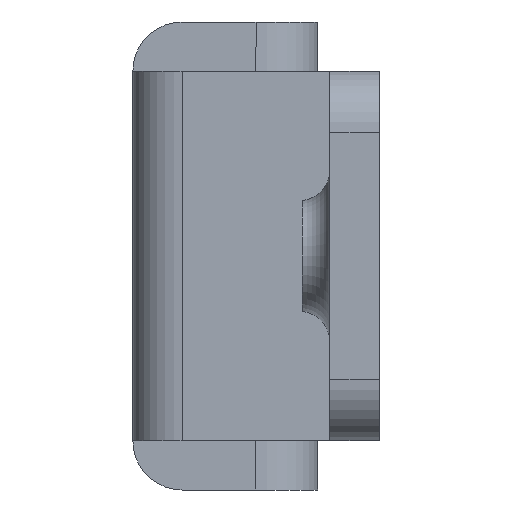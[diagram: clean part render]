
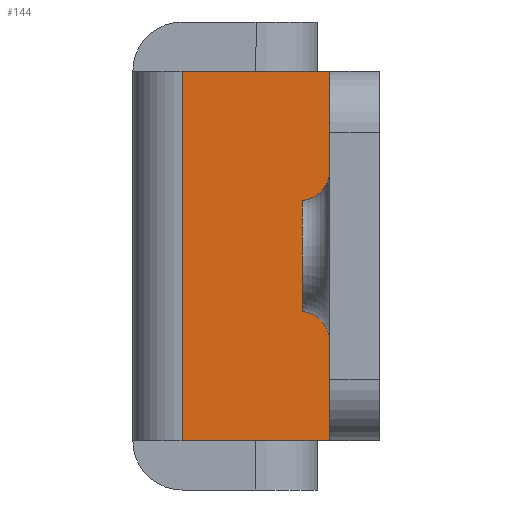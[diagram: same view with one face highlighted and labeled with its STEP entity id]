
A CAD part, left-side view. The second image highlights one B-rep face of the part: STEP entity #144.
In plain terms, the highlighted planar face has unit normal (-1, 0, 0).
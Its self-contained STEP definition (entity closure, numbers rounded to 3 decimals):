
#46 = EDGE_CURVE ( 'NONE', #2305, #2275, #226, .T. ) ;
#111 = EDGE_CURVE ( 'NONE', #2282, #2278, #411, .T. ) ;
#144 = ADVANCED_FACE ( 'NONE', ( #602 ), #494, .F. ) ;
#158 = EDGE_CURVE ( 'NONE', #2305, #2282, #1150, .T. ) ;
#179 = EDGE_CURVE ( 'NONE', #2275, #2278, #1215, .T. ) ;
#226 = LINE ( 'NONE', #227, #699 ) ;
#227 = CARTESIAN_POINT ( 'NONE',  ( -7.6, 6.4, 6. ) ) ;
#228 = DIRECTION ( 'NONE',  ( 0., 0., -1. ) ) ;
#411 = LINE ( 'NONE', #412, #610 ) ;
#412 = CARTESIAN_POINT ( 'NONE',  ( -7.6, 1.6, 6. ) ) ;
#413 = DIRECTION ( 'NONE',  ( 0., 0., -1. ) ) ;
#494 = PLANE ( 'NONE',  #615 ) ;
#602 = FACE_OUTER_BOUND ( 'NONE', #2046, .T. ) ;
#610 = VECTOR ( 'NONE', #413, 1000. ) ;
#615 = AXIS2_PLACEMENT_3D ( 'NONE', #1105, #1106, #1107 ) ;
#699 = VECTOR ( 'NONE', #228, 1000. ) ;
#1039 = CARTESIAN_POINT ( 'NONE',  ( -7.6, 6.4, -6. ) ) ;
#1042 = CARTESIAN_POINT ( 'NONE',  ( -7.6, 1.6, -6. ) ) ;
#1046 = CARTESIAN_POINT ( 'NONE',  ( -7.6, 1.6, 6. ) ) ;
#1069 = CARTESIAN_POINT ( 'NONE',  ( -7.6, 6.4, 6. ) ) ;
#1105 = CARTESIAN_POINT ( 'NONE',  ( -7.6, 1.6, 6. ) ) ;
#1106 = DIRECTION ( 'NONE',  ( 1., 0., 0. ) ) ;
#1107 = DIRECTION ( 'NONE',  ( 0., 1., 0. ) ) ;
#1150 = LINE ( 'NONE', #1151, #1476 ) ;
#1151 = CARTESIAN_POINT ( 'NONE',  ( -7.6, 1.6, 6. ) ) ;
#1152 = DIRECTION ( 'NONE',  ( 0., -1., 0. ) ) ;
#1215 = LINE ( 'NONE', #1216, #1457 ) ;
#1216 = CARTESIAN_POINT ( 'NONE',  ( -7.6, 1.6, -6. ) ) ;
#1217 = DIRECTION ( 'NONE',  ( 0., -1., 0. ) ) ;
#1457 = VECTOR ( 'NONE', #1217, 1000. ) ;
#1476 = VECTOR ( 'NONE', #1152, 1000. ) ;
#1534 = ORIENTED_EDGE ( 'NONE', *, *, #46, .T. ) ;
#1574 = ORIENTED_EDGE ( 'NONE', *, *, #179, .T. ) ;
#2046 = EDGE_LOOP ( 'NONE', ( #1574, #2179, #2180, #1534 ) ) ;
#2179 = ORIENTED_EDGE ( 'NONE', *, *, #111, .F. ) ;
#2180 = ORIENTED_EDGE ( 'NONE', *, *, #158, .F. ) ;
#2275 = VERTEX_POINT ( 'NONE', #1039 ) ;
#2278 = VERTEX_POINT ( 'NONE', #1042 ) ;
#2282 = VERTEX_POINT ( 'NONE', #1046 ) ;
#2305 = VERTEX_POINT ( 'NONE', #1069 ) ;
